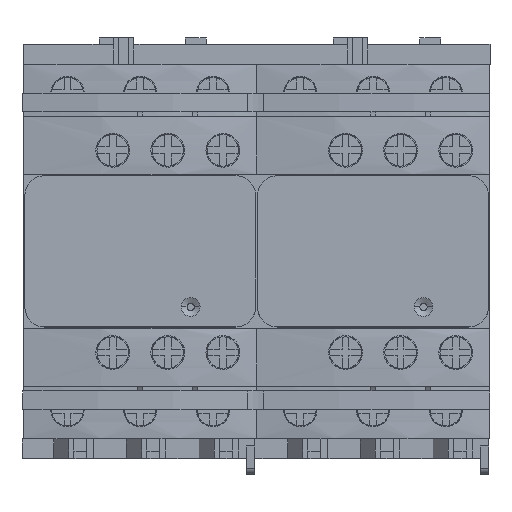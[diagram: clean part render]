
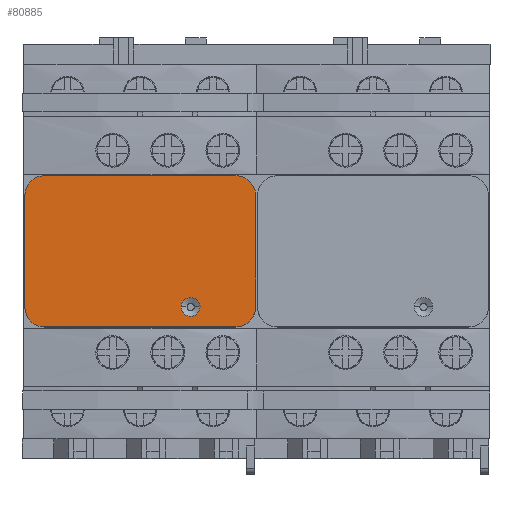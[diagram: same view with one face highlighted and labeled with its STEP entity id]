
A CAD part, top view. The second image highlights one B-rep face of the part: STEP entity #80885.
In plain terms, the highlighted planar face has unit normal (0, 0, 1).
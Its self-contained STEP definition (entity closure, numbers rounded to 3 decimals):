
#80560=CARTESIAN_POINT('',(32.1,27.75,94.55));
#80561=DIRECTION('',(0.,0.,1.));
#80562=DIRECTION('',(1.,0.,0.));
#80563=AXIS2_PLACEMENT_3D('',#80560,#80561,#80562);
#80568=CARTESIAN_POINT('',(32.1,27.75,94.55));
#80569=DIRECTION('',(0.,0.,1.));
#80570=DIRECTION('',(-1.,0.,0.));
#80571=AXIS2_PLACEMENT_3D('',#80568,#80569,#80570);
#80576=CARTESIAN_POINT('',(4.,49.2,94.55));
#80577=DIRECTION('',(0.,0.,1.));
#80578=DIRECTION('',(0.,1.,0.));
#80579=AXIS2_PLACEMENT_3D('',#80576,#80577,#80578);
#80584=DIRECTION('',(-1.,0.,0.));
#80585=VECTOR('',#80584,36.8);
#80586=CARTESIAN_POINT('',(40.8,53.,94.55));
#80587=LINE('',#80586,#80585);
#80591=CARTESIAN_POINT('',(40.8,49.2,94.55));
#80592=DIRECTION('',(0.,0.,1.));
#80593=DIRECTION('',(1.,0.,0.));
#80594=AXIS2_PLACEMENT_3D('',#80591,#80592,#80593);
#80599=DIRECTION('',(0.,1.,0.));
#80600=VECTOR('',#80599,21.5);
#80601=CARTESIAN_POINT('',(44.6,27.7,94.55));
#80602=LINE('',#80601,#80600);
#80606=CARTESIAN_POINT('',(40.8,27.7,94.55));
#80607=DIRECTION('',(0.,0.,1.));
#80608=DIRECTION('',(0.,-1.,0.));
#80609=AXIS2_PLACEMENT_3D('',#80606,#80607,#80608);
#80614=DIRECTION('',(1.,0.,0.));
#80615=VECTOR('',#80614,36.8);
#80616=CARTESIAN_POINT('',(4.,23.9,94.55));
#80617=LINE('',#80616,#80615);
#80621=CARTESIAN_POINT('',(4.,27.7,94.55));
#80622=DIRECTION('',(0.,0.,1.));
#80623=DIRECTION('',(-1.,0.,0.));
#80624=AXIS2_PLACEMENT_3D('',#80621,#80622,#80623);
#80629=DIRECTION('',(0.,-1.,0.));
#80630=VECTOR('',#80629,21.5);
#80631=CARTESIAN_POINT('',(0.2,49.2,94.55));
#80632=LINE('',#80631,#80630);
#80812=CARTESIAN_POINT('',(4.,53.,94.55));
#80813=CARTESIAN_POINT('',(0.2,49.2,94.55));
#80814=VERTEX_POINT('',#80812);
#80815=VERTEX_POINT('',#80813);
#80816=CARTESIAN_POINT('',(0.2,27.7,94.55));
#80817=VERTEX_POINT('',#80816);
#80818=CARTESIAN_POINT('',(4.,23.9,94.55));
#80819=VERTEX_POINT('',#80818);
#80820=CARTESIAN_POINT('',(40.8,23.9,94.55));
#80821=VERTEX_POINT('',#80820);
#80822=CARTESIAN_POINT('',(44.6,27.7,94.55));
#80823=VERTEX_POINT('',#80822);
#80824=CARTESIAN_POINT('',(44.6,49.2,94.55));
#80825=VERTEX_POINT('',#80824);
#80826=CARTESIAN_POINT('',(40.8,53.,94.55));
#80827=VERTEX_POINT('',#80826);
#80852=CARTESIAN_POINT('',(33.9,27.75,94.55));
#80853=CARTESIAN_POINT('',(30.3,27.75,94.55));
#80854=VERTEX_POINT('',#80852);
#80855=VERTEX_POINT('',#80853);
#80856=CARTESIAN_POINT('',(0.,0.,94.55));
#80857=DIRECTION('',(0.,0.,1.));
#80858=DIRECTION('',(1.,0.,0.));
#80859=AXIS2_PLACEMENT_3D('',#80856,#80857,#80858);
#80860=PLANE('',#80859);
#80862=ORIENTED_EDGE('',*,*,#80861,.F.);
#80864=ORIENTED_EDGE('',*,*,#80863,.F.);
#80866=ORIENTED_EDGE('',*,*,#80865,.F.);
#80868=ORIENTED_EDGE('',*,*,#80867,.F.);
#80870=ORIENTED_EDGE('',*,*,#80869,.F.);
#80872=ORIENTED_EDGE('',*,*,#80871,.F.);
#80874=ORIENTED_EDGE('',*,*,#80873,.F.);
#80876=ORIENTED_EDGE('',*,*,#80875,.F.);
#80877=EDGE_LOOP('',(#80862,#80864,#80866,#80868,#80870,#80872,#80874,#80876));
#80878=FACE_OUTER_BOUND('',#80877,.F.);
#80880=ORIENTED_EDGE('',*,*,#80879,.T.);
#80882=ORIENTED_EDGE('',*,*,#80881,.T.);
#80883=EDGE_LOOP('',(#80880,#80882));
#80884=FACE_BOUND('',#80883,.F.);
#80564=CIRCLE('',#80563,1.8);
#80572=CIRCLE('',#80571,1.8);
#80580=CIRCLE('',#80579,3.8);
#80595=CIRCLE('',#80594,3.8);
#80610=CIRCLE('',#80609,3.8);
#80625=CIRCLE('',#80624,3.8);
#80861=EDGE_CURVE('',#80814,#80815,#80580,.T.);
#80863=EDGE_CURVE('',#80827,#80814,#80587,.T.);
#80865=EDGE_CURVE('',#80825,#80827,#80595,.T.);
#80867=EDGE_CURVE('',#80823,#80825,#80602,.T.);
#80869=EDGE_CURVE('',#80821,#80823,#80610,.T.);
#80871=EDGE_CURVE('',#80819,#80821,#80617,.T.);
#80873=EDGE_CURVE('',#80817,#80819,#80625,.T.);
#80875=EDGE_CURVE('',#80815,#80817,#80632,.T.);
#80879=EDGE_CURVE('',#80854,#80855,#80564,.T.);
#80881=EDGE_CURVE('',#80855,#80854,#80572,.T.);
#80885=ADVANCED_FACE('',(#80878,#80884),#80860,.T.);
